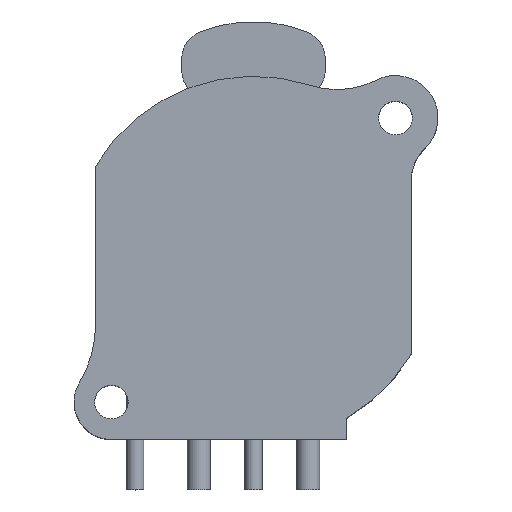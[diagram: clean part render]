
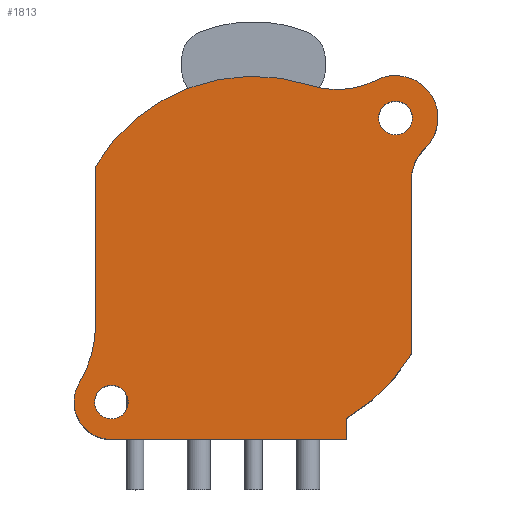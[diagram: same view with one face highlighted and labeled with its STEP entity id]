
A CAD part, top view. The second image highlights one B-rep face of the part: STEP entity #1813.
In plain terms, the highlighted planar face has unit normal (0, 0, 1).
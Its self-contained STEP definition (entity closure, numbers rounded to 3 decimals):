
#378=CARTESIAN_POINT('',(9.9,9.9,19.5));
#379=DIRECTION('',(0.,0.,-1.));
#380=DIRECTION('',(1.,0.,0.));
#381=AXIS2_PLACEMENT_3D('',#378,#379,#380);
#386=CARTESIAN_POINT('',(9.9,9.9,19.5));
#387=DIRECTION('',(0.,0.,-1.));
#388=DIRECTION('',(-1.,0.,0.));
#389=AXIS2_PLACEMENT_3D('',#386,#387,#388);
#394=CARTESIAN_POINT('',(-9.9,-9.9,19.5));
#395=DIRECTION('',(0.,0.,-1.));
#396=DIRECTION('',(1.,0.,0.));
#397=AXIS2_PLACEMENT_3D('',#394,#395,#396);
#402=CARTESIAN_POINT('',(-9.9,-9.9,19.5));
#403=DIRECTION('',(0.,0.,-1.));
#404=DIRECTION('',(-1.,0.,0.));
#405=AXIS2_PLACEMENT_3D('',#402,#403,#404);
#410=DIRECTION('',(0.,-1.,0.));
#411=VECTOR('',#410,11.009);
#412=CARTESIAN_POINT('',(-11.,6.545,19.5));
#413=LINE('',#412,#411);
#417=CARTESIAN_POINT('',(0.,0.,19.5));
#418=DIRECTION('',(0.,0.,1.));
#419=DIRECTION('',(0.31,0.951,0.));
#420=AXIS2_PLACEMENT_3D('',#417,#418,#419);
#425=CARTESIAN_POINT('',(5.833,17.872,19.5));
#426=DIRECTION('',(0.,0.,-1.));
#427=DIRECTION('',(0.454,-0.891,0.));
#428=AXIS2_PLACEMENT_3D('',#425,#426,#427);
#433=CARTESIAN_POINT('',(9.9,9.9,19.5));
#434=DIRECTION('',(0.,0.,1.));
#435=DIRECTION('',(0.689,-0.725,0.));
#436=AXIS2_PLACEMENT_3D('',#433,#434,#435);
#441=CARTESIAN_POINT('',(14.,5.588,19.5));
#442=DIRECTION('',(0.,0.,-1.));
#443=DIRECTION('',(-1.,0.,0.));
#444=AXIS2_PLACEMENT_3D('',#441,#442,#443);
#449=DIRECTION('',(0.,1.,0.));
#450=VECTOR('',#449,12.133);
#451=CARTESIAN_POINT('',(11.,-6.545,19.5));
#452=LINE('',#451,#450);
#456=CARTESIAN_POINT('',(0.,0.,19.5));
#457=DIRECTION('',(0.,0.,1.));
#458=DIRECTION('',(0.508,-0.861,0.));
#459=AXIS2_PLACEMENT_3D('',#456,#457,#458);
#464=DIRECTION('',(0.,1.,0.));
#465=VECTOR('',#464,1.473);
#466=CARTESIAN_POINT('',(6.5,-12.5,19.5));
#467=LINE('',#466,#465);
#471=DIRECTION('',(1.,0.,0.));
#472=VECTOR('',#471,16.4);
#473=CARTESIAN_POINT('',(-9.9,-12.5,19.5));
#474=LINE('',#473,#472);
#478=CARTESIAN_POINT('',(-9.9,-9.9,19.5));
#479=DIRECTION('',(0.,0.,1.));
#480=DIRECTION('',(-0.858,0.513,0.));
#481=AXIS2_PLACEMENT_3D('',#478,#479,#480);
#486=CARTESIAN_POINT('',(-19.,-4.464,19.5));
#487=DIRECTION('',(0.,0.,-1.));
#488=DIRECTION('',(1.,0.,0.));
#489=AXIS2_PLACEMENT_3D('',#486,#487,#488);
#1488=CARTESIAN_POINT('',(-11.,6.545,19.5));
#1489=CARTESIAN_POINT('',(-11.,-4.464,19.5));
#1490=VERTEX_POINT('',#1488);
#1491=VERTEX_POINT('',#1489);
#1492=CARTESIAN_POINT('',(-12.132,-8.567,19.5));
#1493=CARTESIAN_POINT('',(-9.9,-12.5,19.5));
#1494=VERTEX_POINT('',#1492);
#1495=VERTEX_POINT('',#1493);
#1496=CARTESIAN_POINT('',(6.5,-12.5,19.5));
#1497=VERTEX_POINT('',#1496);
#1498=CARTESIAN_POINT('',(6.5,-11.027,19.5));
#1499=VERTEX_POINT('',#1498);
#1500=CARTESIAN_POINT('',(11.,-6.545,19.5));
#1501=CARTESIAN_POINT('',(11.,5.588,19.5));
#1502=VERTEX_POINT('',#1500);
#1503=VERTEX_POINT('',#1501);
#1504=CARTESIAN_POINT('',(11.933,7.762,19.5));
#1505=CARTESIAN_POINT('',(8.559,12.528,19.5));
#1506=VERTEX_POINT('',#1504);
#1507=VERTEX_POINT('',#1505);
#1508=CARTESIAN_POINT('',(3.971,12.168,19.5));
#1509=VERTEX_POINT('',#1508);
#1518=CARTESIAN_POINT('',(11.075,9.9,19.5));
#1519=CARTESIAN_POINT('',(8.725,9.9,19.5));
#1520=VERTEX_POINT('',#1518);
#1521=VERTEX_POINT('',#1519);
#1522=CARTESIAN_POINT('',(-8.725,-9.9,19.5));
#1523=CARTESIAN_POINT('',(-11.075,-9.9,19.5));
#1524=VERTEX_POINT('',#1522);
#1525=VERTEX_POINT('',#1523);
#1774=CARTESIAN_POINT('',(0.,0.,19.5));
#1775=DIRECTION('',(0.,0.,1.));
#1776=DIRECTION('',(1.,0.,0.));
#1777=AXIS2_PLACEMENT_3D('',#1774,#1775,#1776);
#1778=PLANE('',#1777);
#1780=ORIENTED_EDGE('',*,*,#1779,.F.);
#1782=ORIENTED_EDGE('',*,*,#1781,.F.);
#1784=ORIENTED_EDGE('',*,*,#1783,.F.);
#1786=ORIENTED_EDGE('',*,*,#1785,.F.);
#1788=ORIENTED_EDGE('',*,*,#1787,.F.);
#1790=ORIENTED_EDGE('',*,*,#1789,.F.);
#1792=ORIENTED_EDGE('',*,*,#1791,.F.);
#1794=ORIENTED_EDGE('',*,*,#1793,.F.);
#1796=ORIENTED_EDGE('',*,*,#1795,.F.);
#1798=ORIENTED_EDGE('',*,*,#1797,.F.);
#1800=ORIENTED_EDGE('',*,*,#1799,.F.);
#1801=EDGE_LOOP('',(#1780,#1782,#1784,#1786,#1788,#1790,#1792,#1794,#1796,#1798,
#1800));
#1802=FACE_OUTER_BOUND('',#1801,.F.);
#1804=ORIENTED_EDGE('',*,*,#1803,.F.);
#1806=ORIENTED_EDGE('',*,*,#1805,.F.);
#1807=EDGE_LOOP('',(#1804,#1806));
#1808=FACE_BOUND('',#1807,.F.);
#1809=ORIENTED_EDGE('',*,*,#1754,.F.);
#1810=ORIENTED_EDGE('',*,*,#1768,.F.);
#1811=EDGE_LOOP('',(#1809,#1810));
#1812=FACE_BOUND('',#1811,.F.);
#382=CIRCLE('',#381,1.175);
#390=CIRCLE('',#389,1.175);
#398=CIRCLE('',#397,1.175);
#406=CIRCLE('',#405,1.175);
#421=CIRCLE('',#420,12.8);
#429=CIRCLE('',#428,6.);
#437=CIRCLE('',#436,2.95);
#445=CIRCLE('',#444,3.);
#460=CIRCLE('',#459,12.8);
#482=CIRCLE('',#481,2.6);
#490=CIRCLE('',#489,8.);
#1754=EDGE_CURVE('',#1520,#1521,#382,.T.);
#1768=EDGE_CURVE('',#1521,#1520,#390,.T.);
#1779=EDGE_CURVE('',#1490,#1491,#413,.T.);
#1781=EDGE_CURVE('',#1509,#1490,#421,.T.);
#1783=EDGE_CURVE('',#1507,#1509,#429,.T.);
#1785=EDGE_CURVE('',#1506,#1507,#437,.T.);
#1787=EDGE_CURVE('',#1503,#1506,#445,.T.);
#1789=EDGE_CURVE('',#1502,#1503,#452,.T.);
#1791=EDGE_CURVE('',#1499,#1502,#460,.T.);
#1793=EDGE_CURVE('',#1497,#1499,#467,.T.);
#1795=EDGE_CURVE('',#1495,#1497,#474,.T.);
#1797=EDGE_CURVE('',#1494,#1495,#482,.T.);
#1799=EDGE_CURVE('',#1491,#1494,#490,.T.);
#1803=EDGE_CURVE('',#1524,#1525,#398,.T.);
#1805=EDGE_CURVE('',#1525,#1524,#406,.T.);
#1813=ADVANCED_FACE('',(#1802,#1808,#1812),#1778,.T.);
